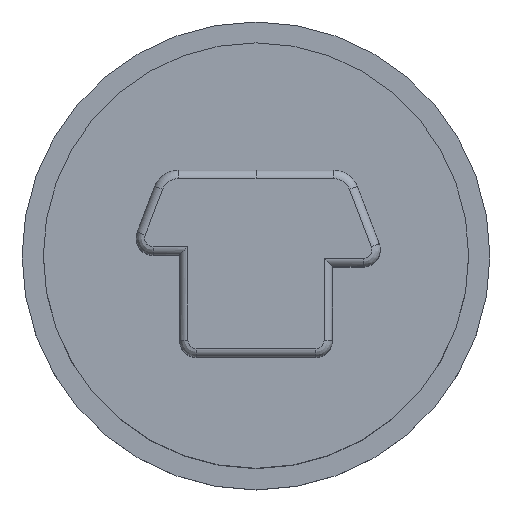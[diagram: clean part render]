
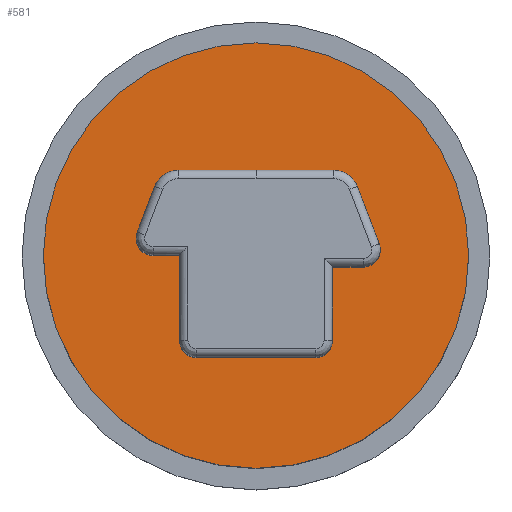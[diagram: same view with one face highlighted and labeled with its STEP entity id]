
A CAD part, top view. The second image highlights one B-rep face of the part: STEP entity #581.
In plain terms, the highlighted planar face has unit normal (0, 0, 1).
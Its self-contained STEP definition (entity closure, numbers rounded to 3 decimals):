
#20=FACE_BOUND('',#111,.T.);
#31=PLANE('',#665);
#73=FACE_OUTER_BOUND('',#110,.T.);
#110=EDGE_LOOP('',(#499));
#111=EDGE_LOOP('',(#500,#501,#502,#503,#504,#505,#506,#507,#508,#509,#510,
#511,#512,#513,#514));
#129=LINE('',#954,#173);
#133=LINE('',#963,#177);
#136=LINE('',#971,#180);
#138=LINE('',#975,#182);
#141=LINE('',#983,#185);
#144=LINE('',#991,#188);
#152=LINE('',#1038,#196);
#155=LINE('',#1046,#199);
#157=LINE('',#1052,#201);
#173=VECTOR('',#742,10.);
#177=VECTOR('',#752,10.);
#180=VECTOR('',#761,10.);
#182=VECTOR('',#765,10.);
#185=VECTOR('',#774,10.);
#188=VECTOR('',#783,10.);
#196=VECTOR('',#815,10.);
#199=VECTOR('',#824,10.);
#201=VECTOR('',#832,10.);
#221=CIRCLE('',#628,0.2);
#222=CIRCLE('',#631,0.3);
#223=CIRCLE('',#635,0.3);
#224=CIRCLE('',#638,0.2);
#233=CIRCLE('',#653,0.2);
#234=CIRCLE('',#656,0.2);
#238=CIRCLE('',#664,2.5);
#261=VERTEX_POINT('',#951);
#262=VERTEX_POINT('',#953);
#263=VERTEX_POINT('',#957);
#264=VERTEX_POINT('',#961);
#265=VERTEX_POINT('',#965);
#266=VERTEX_POINT('',#969);
#267=VERTEX_POINT('',#973);
#268=VERTEX_POINT('',#977);
#269=VERTEX_POINT('',#981);
#270=VERTEX_POINT('',#985);
#271=VERTEX_POINT('',#989);
#280=VERTEX_POINT('',#1036);
#281=VERTEX_POINT('',#1040);
#282=VERTEX_POINT('',#1044);
#283=VERTEX_POINT('',#1048);
#287=VERTEX_POINT('',#1063);
#320=EDGE_CURVE('',#261,#262,#129,.T.);
#323=EDGE_CURVE('',#263,#261,#221,.T.);
#325=EDGE_CURVE('',#264,#263,#133,.T.);
#327=EDGE_CURVE('',#265,#264,#222,.T.);
#329=EDGE_CURVE('',#266,#265,#136,.T.);
#331=EDGE_CURVE('',#266,#267,#138,.T.);
#333=EDGE_CURVE('',#268,#267,#223,.T.);
#335=EDGE_CURVE('',#269,#268,#141,.T.);
#337=EDGE_CURVE('',#270,#269,#224,.T.);
#339=EDGE_CURVE('',#271,#270,#144,.T.);
#355=EDGE_CURVE('',#280,#271,#152,.T.);
#357=EDGE_CURVE('',#281,#280,#233,.T.);
#359=EDGE_CURVE('',#281,#282,#155,.T.);
#361=EDGE_CURVE('',#283,#282,#234,.T.);
#362=EDGE_CURVE('',#283,#262,#157,.T.);
#368=EDGE_CURVE('',#287,#287,#238,.T.);
#499=ORIENTED_EDGE('',*,*,#368,.T.);
#500=ORIENTED_EDGE('',*,*,#329,.F.);
#501=ORIENTED_EDGE('',*,*,#331,.T.);
#502=ORIENTED_EDGE('',*,*,#333,.F.);
#503=ORIENTED_EDGE('',*,*,#335,.F.);
#504=ORIENTED_EDGE('',*,*,#337,.F.);
#505=ORIENTED_EDGE('',*,*,#339,.F.);
#506=ORIENTED_EDGE('',*,*,#355,.F.);
#507=ORIENTED_EDGE('',*,*,#357,.F.);
#508=ORIENTED_EDGE('',*,*,#359,.T.);
#509=ORIENTED_EDGE('',*,*,#361,.F.);
#510=ORIENTED_EDGE('',*,*,#362,.T.);
#511=ORIENTED_EDGE('',*,*,#320,.F.);
#512=ORIENTED_EDGE('',*,*,#323,.F.);
#513=ORIENTED_EDGE('',*,*,#325,.F.);
#514=ORIENTED_EDGE('',*,*,#327,.F.);
#581=ADVANCED_FACE('',(#73,#20),#31,.T.);
#628=AXIS2_PLACEMENT_3D('',#959,#747,#748);
#631=AXIS2_PLACEMENT_3D('',#967,#756,#757);
#635=AXIS2_PLACEMENT_3D('',#979,#769,#770);
#638=AXIS2_PLACEMENT_3D('',#987,#778,#779);
#653=AXIS2_PLACEMENT_3D('',#1042,#819,#820);
#656=AXIS2_PLACEMENT_3D('',#1050,#828,#829);
#664=AXIS2_PLACEMENT_3D('',#1065,#847,#848);
#665=AXIS2_PLACEMENT_3D('',#1066,#849,#850);
#742=DIRECTION('',(1.,0.,0.));
#747=DIRECTION('center_axis',(0.,0.,1.));
#748=DIRECTION('ref_axis',(-0.934,0.357,0.));
#752=DIRECTION('',(-0.357,-0.934,0.));
#756=DIRECTION('center_axis',(0.,0.,1.));
#757=DIRECTION('ref_axis',(0.,1.,0.));
#761=DIRECTION('',(-1.,0.,0.));
#765=DIRECTION('',(1.,0.,0.));
#769=DIRECTION('center_axis',(0.,0.,1.));
#770=DIRECTION('ref_axis',(0.934,0.357,0.));
#774=DIRECTION('',(-0.357,0.934,0.));
#778=DIRECTION('center_axis',(0.,0.,1.));
#779=DIRECTION('ref_axis',(0.,-1.,0.));
#783=DIRECTION('',(1.,0.,0.));
#815=DIRECTION('',(0.,1.,0.));
#819=DIRECTION('center_axis',(0.,0.,1.));
#820=DIRECTION('ref_axis',(0.,-1.,0.));
#824=DIRECTION('',(-1.,0.,0.));
#828=DIRECTION('center_axis',(0.,0.,1.));
#829=DIRECTION('ref_axis',(-1.,0.,0.));
#832=DIRECTION('',(0.,1.,0.));
#847=DIRECTION('center_axis',(0.,0.,1.));
#848=DIRECTION('ref_axis',(1.,0.,0.));
#849=DIRECTION('center_axis',(0.,0.,1.));
#850=DIRECTION('ref_axis',(1.,0.,0.));
#951=CARTESIAN_POINT('',(-166.56,92.,11.5));
#953=CARTESIAN_POINT('',(-166.25,92.,11.5));
#954=CARTESIAN_POINT('',(-166.56,92.,11.5));
#957=CARTESIAN_POINT('',(-166.746,92.271,11.5));
#959=CARTESIAN_POINT('Origin',(-166.56,92.2,11.5));
#961=CARTESIAN_POINT('',(-166.542,92.807,11.5));
#963=CARTESIAN_POINT('',(-166.542,92.807,11.5));
#965=CARTESIAN_POINT('',(-166.261,93.,11.5));
#967=CARTESIAN_POINT('Origin',(-166.261,92.7,11.5));
#969=CARTESIAN_POINT('',(-165.35,93.,11.5));
#971=CARTESIAN_POINT('',(-165.35,93.,11.5));
#973=CARTESIAN_POINT('',(-164.439,93.,11.5));
#975=CARTESIAN_POINT('',(-165.35,93.,11.5));
#977=CARTESIAN_POINT('',(-164.158,92.807,11.5));
#979=CARTESIAN_POINT('Origin',(-164.439,92.7,11.5));
#981=CARTESIAN_POINT('',(-163.902,92.136,11.5));
#983=CARTESIAN_POINT('',(-163.902,92.136,11.5));
#985=CARTESIAN_POINT('',(-164.089,91.864,11.5));
#987=CARTESIAN_POINT('Origin',(-164.089,92.064,11.5));
#989=CARTESIAN_POINT('',(-164.45,91.864,11.5));
#991=CARTESIAN_POINT('',(-164.45,91.864,11.5));
#1036=CARTESIAN_POINT('',(-164.45,91.,11.5));
#1038=CARTESIAN_POINT('',(-164.45,91.,11.5));
#1040=CARTESIAN_POINT('',(-164.65,90.8,11.5));
#1042=CARTESIAN_POINT('Origin',(-164.65,91.,11.5));
#1044=CARTESIAN_POINT('',(-166.05,90.8,11.5));
#1046=CARTESIAN_POINT('',(-165.35,90.8,11.5));
#1048=CARTESIAN_POINT('',(-166.25,91.,11.5));
#1050=CARTESIAN_POINT('Origin',(-166.05,91.,11.5));
#1052=CARTESIAN_POINT('',(-166.25,91.,11.5));
#1063=CARTESIAN_POINT('',(-167.85,92.,11.5));
#1065=CARTESIAN_POINT('Origin',(-165.35,92.,11.5));
#1066=CARTESIAN_POINT('Origin',(-165.35,92.,11.5));
